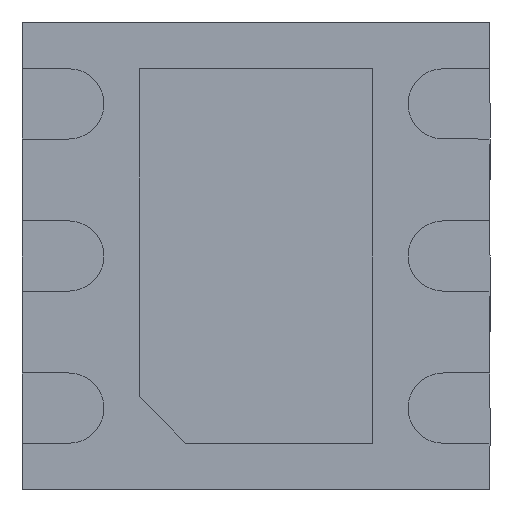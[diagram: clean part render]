
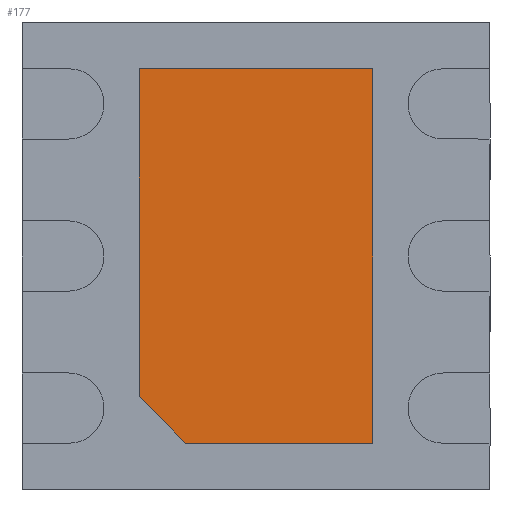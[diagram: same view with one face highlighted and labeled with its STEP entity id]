
A CAD part, front view. The second image highlights one B-rep face of the part: STEP entity #177.
In plain terms, the highlighted planar face has unit normal (0, -1, 0).
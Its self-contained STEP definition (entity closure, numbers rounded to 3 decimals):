
#15 = VECTOR ( 'NONE', #1853, 1000. ) ;
#28 = CARTESIAN_POINT ( 'NONE',  ( 0.5, 0., -0.8 ) ) ;
#57 = LINE ( 'NONE', #239, #721 ) ;
#177 = ADVANCED_FACE ( 'NONE', ( #591 ), #1177, .T. ) ;
#239 = CARTESIAN_POINT ( 'NONE',  ( 0.5, 0., 0.8 ) ) ;
#353 = DIRECTION ( 'NONE',  ( 0., 0., -1. ) ) ;
#397 = DIRECTION ( 'NONE',  ( 0., -1., 0. ) ) ;
#406 = DIRECTION ( 'NONE',  ( 0., 0., -1. ) ) ;
#591 = FACE_OUTER_BOUND ( 'NONE', #1080, .T. ) ;
#667 = CARTESIAN_POINT ( 'NONE',  ( -0.3, 0., -0.8 ) ) ;
#721 = VECTOR ( 'NONE', #1612, 1000. ) ;
#784 = ORIENTED_EDGE ( 'NONE', *, *, #1762, .T. ) ;
#926 = VECTOR ( 'NONE', #406, 1000. ) ;
#951 = VERTEX_POINT ( 'NONE', #2505 ) ;
#957 = ORIENTED_EDGE ( 'NONE', *, *, #1802, .T. ) ;
#962 = CARTESIAN_POINT ( 'NONE',  ( 0.5, 0., 0.8 ) ) ;
#1064 = ORIENTED_EDGE ( 'NONE', *, *, #1281, .T. ) ;
#1080 = EDGE_LOOP ( 'NONE', ( #1533, #957, #1064, #2096, #784 ) ) ;
#1176 = VERTEX_POINT ( 'NONE', #28 ) ;
#1177 = PLANE ( 'NONE',  #1638 ) ;
#1281 = EDGE_CURVE ( 'NONE', #2008, #1176, #2525, .T. ) ;
#1391 = LINE ( 'NONE', #2374, #926 ) ;
#1467 = EDGE_CURVE ( 'NONE', #1519, #951, #1391, .T. ) ;
#1519 = VERTEX_POINT ( 'NONE', #1976 ) ;
#1533 = ORIENTED_EDGE ( 'NONE', *, *, #1467, .T. ) ;
#1541 = DIRECTION ( 'NONE',  ( -1., 0., 0. ) ) ;
#1612 = DIRECTION ( 'NONE',  ( 0., 0., 1. ) ) ;
#1627 = VECTOR ( 'NONE', #1541, 1000. ) ;
#1638 = AXIS2_PLACEMENT_3D ( 'NONE', #1966, #397, #353 ) ;
#1668 = VECTOR ( 'NONE', #1961, 1000. ) ;
#1688 = EDGE_CURVE ( 'NONE', #1176, #2180, #57, .T. ) ;
#1731 = CARTESIAN_POINT ( 'NONE',  ( 0.5, 0., 0.8 ) ) ;
#1762 = EDGE_CURVE ( 'NONE', #2180, #1519, #1926, .T. ) ;
#1770 = LINE ( 'NONE', #2561, #1668 ) ;
#1802 = EDGE_CURVE ( 'NONE', #951, #2008, #1770, .T. ) ;
#1853 = DIRECTION ( 'NONE',  ( 1., 0., 0. ) ) ;
#1926 = LINE ( 'NONE', #1731, #1627 ) ;
#1961 = DIRECTION ( 'NONE',  ( 0.707, 0., -0.707 ) ) ;
#1966 = CARTESIAN_POINT ( 'NONE',  ( 0., 0., 0. ) ) ;
#1976 = CARTESIAN_POINT ( 'NONE',  ( -0.5, 0., 0.8 ) ) ;
#2008 = VERTEX_POINT ( 'NONE', #667 ) ;
#2096 = ORIENTED_EDGE ( 'NONE', *, *, #1688, .T. ) ;
#2130 = CARTESIAN_POINT ( 'NONE',  ( 0.5, 0., -0.8 ) ) ;
#2180 = VERTEX_POINT ( 'NONE', #962 ) ;
#2374 = CARTESIAN_POINT ( 'NONE',  ( -0.5, 0., 0.8 ) ) ;
#2505 = CARTESIAN_POINT ( 'NONE',  ( -0.5, 0., -0.6 ) ) ;
#2525 = LINE ( 'NONE', #2130, #15 ) ;
#2561 = CARTESIAN_POINT ( 'NONE',  ( -0.55, 0., -0.55 ) ) ;
